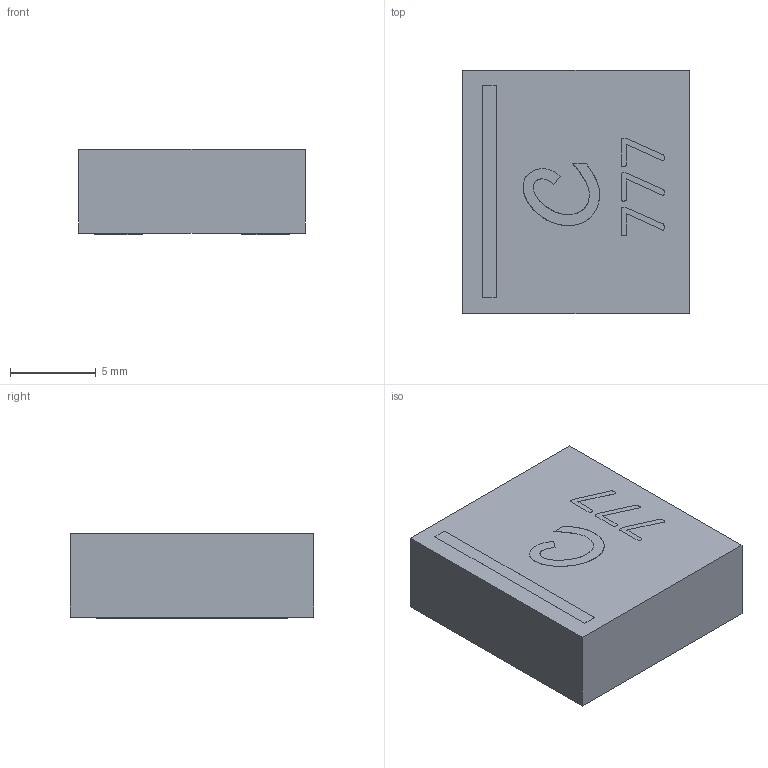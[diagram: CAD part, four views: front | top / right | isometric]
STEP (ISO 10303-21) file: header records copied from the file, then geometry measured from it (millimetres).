
FILE_DESCRIPTION(('FreeCAD Model'),'2;1');
FILE_NAME('Open CASCADE Shape Model','2024-11-16T14:35:05',(''),(''), 'Open CASCADE STEP processor 7.6','FreeCAD','Unknown');
FILE_SCHEMA(('AUTOMOTIVE_DESIGN { 1 0 10303 214 1 1 1 1 }'));
Length unit declared in the file: millimetre
Products named in the file (1): Coilcraft-XAL1350
Bounding box: 13.2 x 14.2 x 5 mm (x, y, z)
Volume: 924.7 mm3; surface area: 649.1 mm2
Topology: 1 solids, 1 shells, 66 faces, 148 edges, 91 vertices
Faces by surface type: plane 39, bspline 27
Entity records: 2910 total; most frequent: CARTESIAN_POINT 1161, ORIENTED_EDGE 296, DIRECTION 174, EDGE_CURVE 148, LINE 94, VECTOR 94, VERTEX_POINT 91, FACE_BOUND 73
